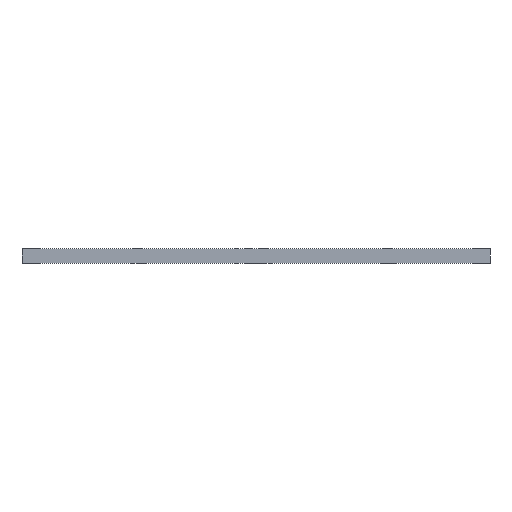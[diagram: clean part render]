
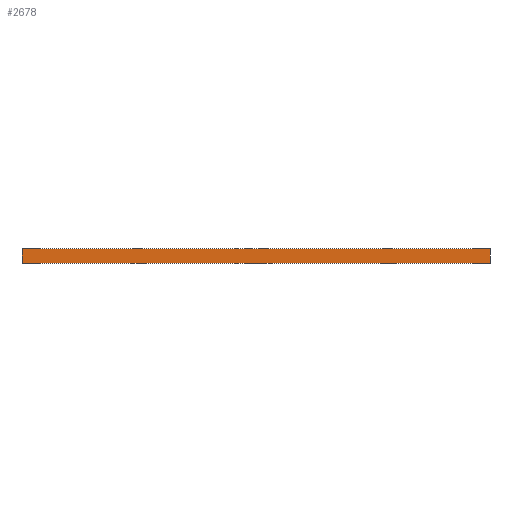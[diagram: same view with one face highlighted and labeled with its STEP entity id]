
A CAD part, front view. The second image highlights one B-rep face of the part: STEP entity #2678.
In plain terms, the highlighted planar face has unit normal (0, -1, 0).
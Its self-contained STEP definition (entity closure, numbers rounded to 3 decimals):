
#24 = CARTESIAN_POINT ( 'NONE',  ( 165.094, 0., 5. ) ) ;
#56 = ORIENTED_EDGE ( 'NONE', *, *, #96, .F. ) ;
#96 = EDGE_CURVE ( 'NONE', #2099, #803, #2488, .T. ) ;
#119 = EDGE_CURVE ( 'NONE', #2925, #1426, #487, .T. ) ;
#173 = DIRECTION ( 'NONE',  ( 0., 0., -1. ) ) ;
#175 = FACE_OUTER_BOUND ( 'NONE', #2410, .T. ) ;
#199 = CARTESIAN_POINT ( 'NONE',  ( 165.094, 0., 0. ) ) ;
#373 = DIRECTION ( 'NONE',  ( 1., 0., 0. ) ) ;
#487 = LINE ( 'NONE', #1368, #1661 ) ;
#525 = VECTOR ( 'NONE', #173, 1000. ) ;
#607 = EDGE_CURVE ( 'NONE', #2099, #2925, #2234, .T. ) ;
#648 = ORIENTED_EDGE ( 'NONE', *, *, #607, .T. ) ;
#665 = VECTOR ( 'NONE', #1354, 1000. ) ;
#685 = CARTESIAN_POINT ( 'NONE',  ( 165.094, 0., 5. ) ) ;
#803 = VERTEX_POINT ( 'NONE', #1975 ) ;
#808 = ORIENTED_EDGE ( 'NONE', *, *, #119, .T. ) ;
#1034 = CARTESIAN_POINT ( 'NONE',  ( 250., 0., 5. ) ) ;
#1162 = EDGE_CURVE ( 'NONE', #1426, #803, #2554, .T. ) ;
#1256 = DIRECTION ( 'NONE',  ( 0., 1., 0. ) ) ;
#1354 = DIRECTION ( 'NONE',  ( 1., 0., 0. ) ) ;
#1368 = CARTESIAN_POINT ( 'NONE',  ( 165.094, 0., 0. ) ) ;
#1426 = VERTEX_POINT ( 'NONE', #2249 ) ;
#1501 = VECTOR ( 'NONE', #1663, 1000. ) ;
#1539 = CARTESIAN_POINT ( 'NONE',  ( 165.094, 0., 5. ) ) ;
#1661 = VECTOR ( 'NONE', #1829, 1000. ) ;
#1663 = DIRECTION ( 'NONE',  ( 0., 0., 1. ) ) ;
#1829 = DIRECTION ( 'NONE',  ( 1., 0., 0. ) ) ;
#1843 = AXIS2_PLACEMENT_3D ( 'NONE', #1034, #1256, #373 ) ;
#1883 = CARTESIAN_POINT ( 'NONE',  ( 329.859, 0., 0. ) ) ;
#1968 = ORIENTED_EDGE ( 'NONE', *, *, #1162, .T. ) ;
#1975 = CARTESIAN_POINT ( 'NONE',  ( 329.859, 0., 5. ) ) ;
#2099 = VERTEX_POINT ( 'NONE', #685 ) ;
#2161 = PLANE ( 'NONE',  #1843 ) ;
#2234 = LINE ( 'NONE', #1539, #525 ) ;
#2249 = CARTESIAN_POINT ( 'NONE',  ( 329.859, 0., 0. ) ) ;
#2410 = EDGE_LOOP ( 'NONE', ( #808, #1968, #56, #648 ) ) ;
#2488 = LINE ( 'NONE', #24, #665 ) ;
#2554 = LINE ( 'NONE', #1883, #1501 ) ;
#2678 = ADVANCED_FACE ( 'NONE', ( #175 ), #2161, .F. ) ;
#2925 = VERTEX_POINT ( 'NONE', #199 ) ;
